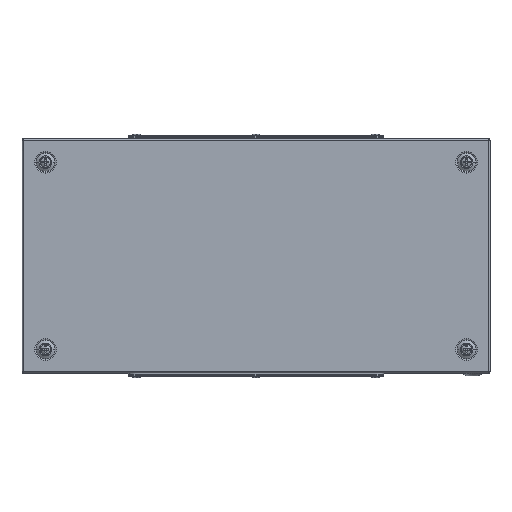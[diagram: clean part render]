
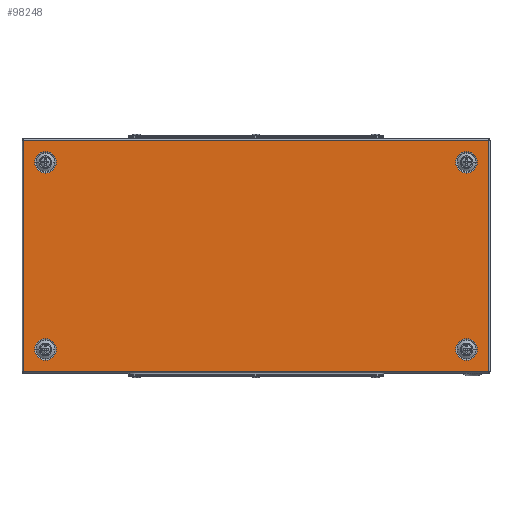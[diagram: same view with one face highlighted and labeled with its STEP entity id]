
A CAD part, top view. The second image highlights one B-rep face of the part: STEP entity #98248.
In plain terms, the highlighted face is planar.
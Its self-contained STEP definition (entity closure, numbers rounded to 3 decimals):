
#2136 = AXIS2_PLACEMENT_3D ( 'NONE', #21989, #21993, #21994 ) ;
#21983 = PLANE ( 'NONE',  #2136 ) ;
#21984 = FACE_BOUND ( 'NONE', #79875, .T. ) ;
#21986 = FACE_BOUND ( 'NONE', #79903, .T. ) ;
#21988 = FACE_BOUND ( 'NONE', #79887, .T. ) ;
#21989 = CARTESIAN_POINT ( 'NONE',  ( -99., -199., 0. ) ) ;
#21990 = FACE_OUTER_BOUND ( 'NONE', #79895, .T. ) ;
#21992 = FACE_BOUND ( 'NONE', #79901, .T. ) ;
#21993 = DIRECTION ( 'NONE',  ( 0., 0., 1. ) ) ;
#21994 = DIRECTION ( 'NONE',  ( 1., 0., 0. ) ) ;
#33793 = ORIENTED_EDGE ( 'NONE', *, *, #99681, .F. ) ;
#33794 = ORIENTED_EDGE ( 'NONE', *, *, #99613, .F. ) ;
#33795 = ORIENTED_EDGE ( 'NONE', *, *, #99665, .T. ) ;
#33796 = ORIENTED_EDGE ( 'NONE', *, *, #99682, .T. ) ;
#33797 = ORIENTED_EDGE ( 'NONE', *, *, #99683, .T. ) ;
#33798 = ORIENTED_EDGE ( 'NONE', *, *, #99684, .T. ) ;
#33799 = ORIENTED_EDGE ( 'NONE', *, *, #99685, .T. ) ;
#33800 = ORIENTED_EDGE ( 'NONE', *, *, #99686, .T. ) ;
#33801 = ORIENTED_EDGE ( 'NONE', *, *, #99687, .F. ) ;
#33802 = ORIENTED_EDGE ( 'NONE', *, *, #99639, .F. ) ;
#33803 = ORIENTED_EDGE ( 'NONE', *, *, #99587, .T. ) ;
#33804 = ORIENTED_EDGE ( 'NONE', *, *, #99688, .T. ) ;
#37741 = CARTESIAN_POINT ( 'NONE',  ( -80., -180., 0. ) ) ;
#37742 = DIRECTION ( 'NONE',  ( 0., 0., 1. ) ) ;
#37743 = DIRECTION ( 'NONE',  ( -1., 0., 0. ) ) ;
#37819 = CARTESIAN_POINT ( 'NONE',  ( 80., -180., 0. ) ) ;
#37820 = DIRECTION ( 'NONE',  ( 0., 0., -1. ) ) ;
#37821 = DIRECTION ( 'NONE',  ( 1., 0., 0. ) ) ;
#37897 = CARTESIAN_POINT ( 'NONE',  ( -80., 180., 0. ) ) ;
#37898 = DIRECTION ( 'NONE',  ( 0., 0., -1. ) ) ;
#37899 = DIRECTION ( 'NONE',  ( -1., 0., 0. ) ) ;
#37975 = CARTESIAN_POINT ( 'NONE',  ( 80., 180., 0. ) ) ;
#37976 = DIRECTION ( 'NONE',  ( 0., 0., 1. ) ) ;
#37977 = DIRECTION ( 'NONE',  ( 1., 0., 0. ) ) ;
#38023 = LINE ( 'NONE', #38024, #38668 ) ;
#38024 = CARTESIAN_POINT ( 'NONE',  ( 98.9, 198.9, 0. ) ) ;
#38025 = CARTESIAN_POINT ( 'NONE',  ( 80., -180., 0. ) ) ;
#38026 = DIRECTION ( 'NONE',  ( 0., 0., -1. ) ) ;
#38027 = DIRECTION ( 'NONE',  ( 1., 0., 0. ) ) ;
#38028 = LINE ( 'NONE', #38033, #38659 ) ;
#38029 = CARTESIAN_POINT ( 'NONE',  ( 80., 180., 0. ) ) ;
#38030 = DIRECTION ( 'NONE',  ( 0., 0., 1. ) ) ;
#38031 = DIRECTION ( 'NONE',  ( 1., 0., 0. ) ) ;
#38032 = DIRECTION ( 'NONE',  ( 0., -1., 0. ) ) ;
#38033 = CARTESIAN_POINT ( 'NONE',  ( 99., -198.9, 0. ) ) ;
#38034 = DIRECTION ( 'NONE',  ( -1., 0., 0. ) ) ;
#38035 = LINE ( 'NONE', #38036, #38674 ) ;
#38036 = CARTESIAN_POINT ( 'NONE',  ( -98.9, -198.9, 0. ) ) ;
#38037 = DIRECTION ( 'NONE',  ( 0., 1., 0. ) ) ;
#38038 = LINE ( 'NONE', #38039, #38676 ) ;
#38039 = CARTESIAN_POINT ( 'NONE',  ( -99., 198.9, 0. ) ) ;
#38040 = DIRECTION ( 'NONE',  ( 1., 0., 0. ) ) ;
#38041 = CARTESIAN_POINT ( 'NONE',  ( -80., 180., 0. ) ) ;
#38042 = DIRECTION ( 'NONE',  ( 0., 0., -1. ) ) ;
#38043 = DIRECTION ( 'NONE',  ( -1., 0., 0. ) ) ;
#38044 = CARTESIAN_POINT ( 'NONE',  ( -80., -180., 0. ) ) ;
#38045 = DIRECTION ( 'NONE',  ( 0., 0., 1. ) ) ;
#38046 = DIRECTION ( 'NONE',  ( -1., 0., 0. ) ) ;
#38298 = CIRCLE ( 'NONE', #38305, 9.208 ) ;
#38305 = AXIS2_PLACEMENT_3D ( 'NONE', #37741, #37742, #37743 ) ;
#38391 = CIRCLE ( 'NONE', #38404, 9.208 ) ;
#38404 = AXIS2_PLACEMENT_3D ( 'NONE', #37819, #37820, #37821 ) ;
#38491 = CIRCLE ( 'NONE', #38504, 9.208 ) ;
#38504 = AXIS2_PLACEMENT_3D ( 'NONE', #37897, #37898, #37899 ) ;
#38594 = CIRCLE ( 'NONE', #38601, 9.208 ) ;
#38601 = AXIS2_PLACEMENT_3D ( 'NONE', #37975, #37976, #37977 ) ;
#38650 = CIRCLE ( 'NONE', #38666, 9.208 ) ;
#38659 = VECTOR ( 'NONE', #38034, 1000. ) ;
#38663 = CIRCLE ( 'NONE', #38670, 9.208 ) ;
#38666 = AXIS2_PLACEMENT_3D ( 'NONE', #38025, #38026, #38027 ) ;
#38668 = VECTOR ( 'NONE', #38032, 1000. ) ;
#38670 = AXIS2_PLACEMENT_3D ( 'NONE', #38029, #38030, #38031 ) ;
#38674 = VECTOR ( 'NONE', #38037, 1000. ) ;
#38676 = VECTOR ( 'NONE', #38040, 1000. ) ;
#38679 = CIRCLE ( 'NONE', #38683, 9.208 ) ;
#38681 = CIRCLE ( 'NONE', #38687, 9.208 ) ;
#38683 = AXIS2_PLACEMENT_3D ( 'NONE', #38041, #38042, #38043 ) ;
#38687 = AXIS2_PLACEMENT_3D ( 'NONE', #38044, #38045, #38046 ) ;
#51688 = VERTEX_POINT ( 'NONE', #85496 ) ;
#51694 = VERTEX_POINT ( 'NONE', #85502 ) ;
#51730 = VERTEX_POINT ( 'NONE', #85538 ) ;
#51738 = VERTEX_POINT ( 'NONE', #85546 ) ;
#51770 = VERTEX_POINT ( 'NONE', #85578 ) ;
#51778 = VERTEX_POINT ( 'NONE', #85586 ) ;
#51796 = VERTEX_POINT ( 'NONE', #85604 ) ;
#51808 = VERTEX_POINT ( 'NONE', #85616 ) ;
#51814 = VERTEX_POINT ( 'NONE', #85622 ) ;
#51816 = VERTEX_POINT ( 'NONE', #85624 ) ;
#51844 = VERTEX_POINT ( 'NONE', #85652 ) ;
#51846 = VERTEX_POINT ( 'NONE', #85654 ) ;
#79875 = EDGE_LOOP ( 'NONE', ( #33793, #33794 ) ) ;
#79887 = EDGE_LOOP ( 'NONE', ( #33795, #33796 ) ) ;
#79895 = EDGE_LOOP ( 'NONE', ( #33797, #33798, #33799, #33800 ) ) ;
#79901 = EDGE_LOOP ( 'NONE', ( #33801, #33802 ) ) ;
#79903 = EDGE_LOOP ( 'NONE', ( #33803, #33804 ) ) ;
#85496 = CARTESIAN_POINT ( 'NONE',  ( -89.208, -180., 0. ) ) ;
#85502 = CARTESIAN_POINT ( 'NONE',  ( -70.792, -180., 0. ) ) ;
#85538 = CARTESIAN_POINT ( 'NONE',  ( 70.792, -180., 0. ) ) ;
#85546 = CARTESIAN_POINT ( 'NONE',  ( 89.208, -180., 0. ) ) ;
#85578 = CARTESIAN_POINT ( 'NONE',  ( -70.792, 180., 0. ) ) ;
#85586 = CARTESIAN_POINT ( 'NONE',  ( -89.208, 180., 0. ) ) ;
#85604 = CARTESIAN_POINT ( 'NONE',  ( 98.9, -198.9, 0. ) ) ;
#85616 = CARTESIAN_POINT ( 'NONE',  ( 89.208, 180., 0. ) ) ;
#85622 = CARTESIAN_POINT ( 'NONE',  ( 70.792, 180., 0. ) ) ;
#85624 = CARTESIAN_POINT ( 'NONE',  ( 98.9, 198.9, 0. ) ) ;
#85652 = CARTESIAN_POINT ( 'NONE',  ( -98.9, -198.9, 0. ) ) ;
#85654 = CARTESIAN_POINT ( 'NONE',  ( -98.9, 198.9, 0. ) ) ;
#98248 = ADVANCED_FACE ( 'NONE', ( #21984, #21988, #21990, #21992, #21986 ), #21983, .F. ) ;
#99587 = EDGE_CURVE ( 'NONE', #51688, #51694, #38298, .T. ) ;
#99613 = EDGE_CURVE ( 'NONE', #51730, #51738, #38391, .T. ) ;
#99639 = EDGE_CURVE ( 'NONE', #51770, #51778, #38491, .T. ) ;
#99665 = EDGE_CURVE ( 'NONE', #51808, #51814, #38594, .T. ) ;
#99681 = EDGE_CURVE ( 'NONE', #51738, #51730, #38650, .T. ) ;
#99682 = EDGE_CURVE ( 'NONE', #51814, #51808, #38663, .T. ) ;
#99683 = EDGE_CURVE ( 'NONE', #51816, #51796, #38023, .T. ) ;
#99684 = EDGE_CURVE ( 'NONE', #51796, #51844, #38028, .T. ) ;
#99685 = EDGE_CURVE ( 'NONE', #51844, #51846, #38035, .T. ) ;
#99686 = EDGE_CURVE ( 'NONE', #51846, #51816, #38038, .T. ) ;
#99687 = EDGE_CURVE ( 'NONE', #51778, #51770, #38679, .T. ) ;
#99688 = EDGE_CURVE ( 'NONE', #51694, #51688, #38681, .T. ) ;
